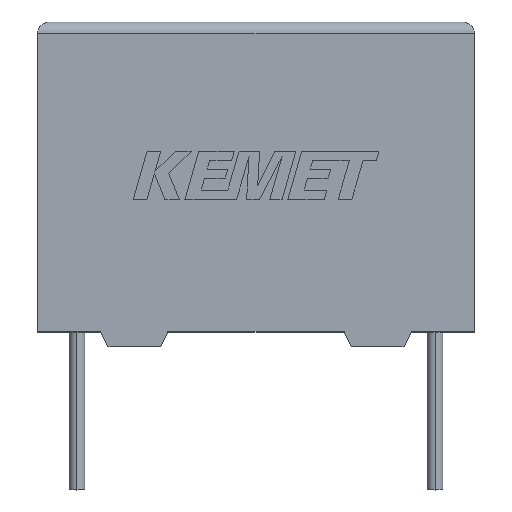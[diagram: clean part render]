
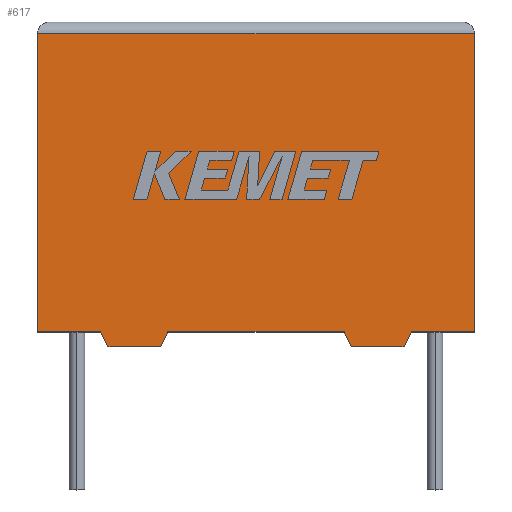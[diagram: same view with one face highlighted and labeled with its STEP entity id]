
A CAD part, top view. The second image highlights one B-rep face of the part: STEP entity #617.
In plain terms, the highlighted planar face has unit normal (0, 0, 1).
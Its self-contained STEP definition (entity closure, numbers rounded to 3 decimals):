
#84 = DIRECTION ( 'NONE',  ( 0., 0., -1. ) ) ;
#110 = DIRECTION ( 'NONE',  ( 1., 0., 0. ) ) ;
#182 = ORIENTED_EDGE ( 'NONE', *, *, #1863, .T. ) ;
#205 = LINE ( 'NONE', #1987, #1218 ) ;
#211 = DIRECTION ( 'NONE',  ( 1., 0., 0. ) ) ;
#251 = DIRECTION ( 'NONE',  ( 0., 1., 0. ) ) ;
#263 = VERTEX_POINT ( 'NONE', #927 ) ;
#277 = DIRECTION ( 'NONE',  ( -1., 0., 0. ) ) ;
#294 = VECTOR ( 'NONE', #2850, 1000. ) ;
#306 = LINE ( 'NONE', #779, #2108 ) ;
#372 = ORIENTED_EDGE ( 'NONE', *, *, #1930, .F. ) ;
#397 = EDGE_CURVE ( 'NONE', #2142, #1184, #306, .T. ) ;
#453 = CARTESIAN_POINT ( 'NONE',  ( 18.3, 0., 7.7 ) ) ;
#472 = CARTESIAN_POINT ( 'NONE',  ( 0., 12.498, 7.7 ) ) ;
#492 = CARTESIAN_POINT ( 'NONE',  ( 13.151, -0.612, 7.7 ) ) ;
#508 = DIRECTION ( 'NONE',  ( -0.44, -0.898, 0. ) ) ;
#617 = ADVANCED_FACE ( 'NONE', ( #1681 ), #3086, .F. ) ;
#640 = ORIENTED_EDGE ( 'NONE', *, *, #2660, .T. ) ;
#643 = VERTEX_POINT ( 'NONE', #1860 ) ;
#653 = CARTESIAN_POINT ( 'NONE',  ( 18.3, 0., 7.7 ) ) ;
#669 = VECTOR ( 'NONE', #2128, 1000. ) ;
#721 = ORIENTED_EDGE ( 'NONE', *, *, #2519, .F. ) ;
#736 = DIRECTION ( 'NONE',  ( 1., 0., 0. ) ) ;
#752 = LINE ( 'NONE', #1406, #3187 ) ;
#754 = VECTOR ( 'NONE', #1028, 1000. ) ;
#759 = LINE ( 'NONE', #492, #2287 ) ;
#779 = CARTESIAN_POINT ( 'NONE',  ( 15.651, 0., 7.7 ) ) ;
#856 = DIRECTION ( 'NONE',  ( -1., 0., 0. ) ) ;
#877 = DIRECTION ( 'NONE',  ( 0.44, 0.898, 0. ) ) ;
#927 = CARTESIAN_POINT ( 'NONE',  ( 13.151, -0.612, 7.7 ) ) ;
#932 = CARTESIAN_POINT ( 'NONE',  ( 18.3, 12.498, 7.7 ) ) ;
#1028 = DIRECTION ( 'NONE',  ( 0.44, -0.898, 0. ) ) ;
#1036 = CARTESIAN_POINT ( 'NONE',  ( 2.649, 0., 7.7 ) ) ;
#1068 = VERTEX_POINT ( 'NONE', #3245 ) ;
#1115 = VECTOR ( 'NONE', #251, 1000. ) ;
#1172 = ORIENTED_EDGE ( 'NONE', *, *, #397, .F. ) ;
#1184 = VERTEX_POINT ( 'NONE', #2586 ) ;
#1218 = VECTOR ( 'NONE', #736, 1000. ) ;
#1260 = AXIS2_PLACEMENT_3D ( 'NONE', #3120, #84, #856 ) ;
#1298 = CARTESIAN_POINT ( 'NONE',  ( 2.649, 0., 7.7 ) ) ;
#1308 = EDGE_LOOP ( 'NONE', ( #1475, #640, #182, #2820, #3066, #2703, #2497, #2094, #372, #721, #1172, #2976 ) ) ;
#1402 = VERTEX_POINT ( 'NONE', #3142 ) ;
#1406 = CARTESIAN_POINT ( 'NONE',  ( 5.149, -0.612, 7.7 ) ) ;
#1425 = VECTOR ( 'NONE', #3221, 1000. ) ;
#1445 = CARTESIAN_POINT ( 'NONE',  ( 0., 0., 7.7 ) ) ;
#1455 = EDGE_CURVE ( 'NONE', #1936, #1402, #3160, .T. ) ;
#1475 = ORIENTED_EDGE ( 'NONE', *, *, #1560, .T. ) ;
#1510 = LINE ( 'NONE', #1615, #1665 ) ;
#1560 = EDGE_CURVE ( 'NONE', #2152, #1566, #3204, .T. ) ;
#1566 = VERTEX_POINT ( 'NONE', #932 ) ;
#1585 = LINE ( 'NONE', #1298, #754 ) ;
#1615 = CARTESIAN_POINT ( 'NONE',  ( 0., 0., 7.7 ) ) ;
#1619 = CARTESIAN_POINT ( 'NONE',  ( 0., 0., 7.7 ) ) ;
#1665 = VECTOR ( 'NONE', #110, 1000. ) ;
#1681 = FACE_OUTER_BOUND ( 'NONE', #1308, .T. ) ;
#1710 = CARTESIAN_POINT ( 'NONE',  ( 2.949, -0.612, 7.7 ) ) ;
#1739 = LINE ( 'NONE', #472, #2437 ) ;
#1793 = VECTOR ( 'NONE', #211, 1000. ) ;
#1860 = CARTESIAN_POINT ( 'NONE',  ( 0., 0., 7.7 ) ) ;
#1863 = EDGE_CURVE ( 'NONE', #2611, #643, #2715, .T. ) ;
#1930 = EDGE_CURVE ( 'NONE', #263, #2374, #759, .T. ) ;
#1936 = VERTEX_POINT ( 'NONE', #1710 ) ;
#1938 = CARTESIAN_POINT ( 'NONE',  ( 2.949, -0.612, 7.7 ) ) ;
#1987 = CARTESIAN_POINT ( 'NONE',  ( 0., 0., 7.7 ) ) ;
#1997 = DIRECTION ( 'NONE',  ( -0.44, 0.898, 0. ) ) ;
#2094 = ORIENTED_EDGE ( 'NONE', *, *, #2915, .T. ) ;
#2108 = VECTOR ( 'NONE', #508, 1000. ) ;
#2113 = EDGE_CURVE ( 'NONE', #643, #3217, #1510, .T. ) ;
#2128 = DIRECTION ( 'NONE',  ( -1., 0., 0. ) ) ;
#2142 = VERTEX_POINT ( 'NONE', #3157 ) ;
#2152 = VERTEX_POINT ( 'NONE', #653 ) ;
#2244 = EDGE_CURVE ( 'NONE', #3217, #1936, #1585, .T. ) ;
#2287 = VECTOR ( 'NONE', #1997, 1000. ) ;
#2374 = VERTEX_POINT ( 'NONE', #3072 ) ;
#2411 = EDGE_CURVE ( 'NONE', #1402, #1068, #752, .T. ) ;
#2437 = VECTOR ( 'NONE', #277, 1000. ) ;
#2459 = CARTESIAN_POINT ( 'NONE',  ( 0., 12.498, 7.7 ) ) ;
#2497 = ORIENTED_EDGE ( 'NONE', *, *, #2411, .T. ) ;
#2519 = EDGE_CURVE ( 'NONE', #1184, #263, #2829, .T. ) ;
#2586 = CARTESIAN_POINT ( 'NONE',  ( 15.351, -0.612, 7.7 ) ) ;
#2611 = VERTEX_POINT ( 'NONE', #2459 ) ;
#2660 = EDGE_CURVE ( 'NONE', #1566, #2611, #1739, .T. ) ;
#2703 = ORIENTED_EDGE ( 'NONE', *, *, #1455, .T. ) ;
#2715 = LINE ( 'NONE', #1619, #294 ) ;
#2751 = EDGE_CURVE ( 'NONE', #2142, #2152, #205, .T. ) ;
#2820 = ORIENTED_EDGE ( 'NONE', *, *, #2113, .T. ) ;
#2829 = LINE ( 'NONE', #3129, #669 ) ;
#2850 = DIRECTION ( 'NONE',  ( 0., -1., 0. ) ) ;
#2915 = EDGE_CURVE ( 'NONE', #1068, #2374, #3096, .T. ) ;
#2976 = ORIENTED_EDGE ( 'NONE', *, *, #2751, .T. ) ;
#3066 = ORIENTED_EDGE ( 'NONE', *, *, #2244, .T. ) ;
#3072 = CARTESIAN_POINT ( 'NONE',  ( 12.851, 0., 7.7 ) ) ;
#3086 = PLANE ( 'NONE',  #1260 ) ;
#3096 = LINE ( 'NONE', #1445, #1425 ) ;
#3120 = CARTESIAN_POINT ( 'NONE',  ( 0., 0., 7.7 ) ) ;
#3129 = CARTESIAN_POINT ( 'NONE',  ( 15.351, -0.612, 7.7 ) ) ;
#3142 = CARTESIAN_POINT ( 'NONE',  ( 5.149, -0.612, 7.7 ) ) ;
#3157 = CARTESIAN_POINT ( 'NONE',  ( 15.651, 0., 7.7 ) ) ;
#3160 = LINE ( 'NONE', #1938, #1793 ) ;
#3187 = VECTOR ( 'NONE', #877, 1000. ) ;
#3204 = LINE ( 'NONE', #453, #1115 ) ;
#3217 = VERTEX_POINT ( 'NONE', #1036 ) ;
#3221 = DIRECTION ( 'NONE',  ( 1., 0., 0. ) ) ;
#3245 = CARTESIAN_POINT ( 'NONE',  ( 5.449, 0., 7.7 ) ) ;
